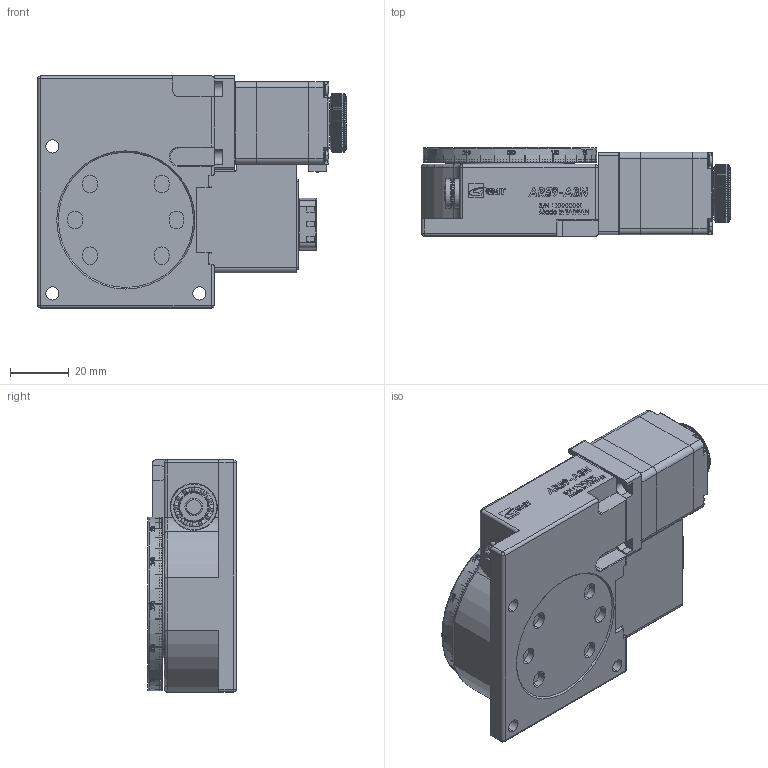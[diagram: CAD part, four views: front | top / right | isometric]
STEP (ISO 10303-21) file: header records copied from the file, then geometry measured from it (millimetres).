
FILE_DESCRIPTION (( 'STEP AP203' ), '1' );
FILE_NAME ('AR59-A3N模糊化.STEP', '2014-02-12T10:31:09', ( 'user' ), ( '' ), 'SwSTEP 2.0', 'SolidWorks 2013', '' );
FILE_SCHEMA (( 'CONFIG_CONTROL_DESIGN' ));
Length unit declared in the file: millimetre
Products named in the file (3): Group2^AR59-A3N模糊化; AR59-A3E-01-2^AR59-A3N模糊化; AR59-A3N模糊化
Assembly tree (2 placements, depth 2):
  AR59-A3N模糊化
    Group2^AR59-A3N模糊化
    AR59-A3E-01-2^AR59-A3N模糊化
Bounding box: 105 x 30.2 x 79 mm (x, y, z)
Volume: 133992.8 mm3; surface area: 57516.3 mm2
Topology: 14 solids, 14 shells, 3056 faces, 8383 edges, 5470 vertices
Faces by surface type: plane 1637, cylinder 609, bspline 546, torus 201, cone 57, sphere 6
Entity records: 140451 total; most frequent: CARTESIAN_POINT 67070, ORIENTED_EDGE 16658, DIRECTION 13116, EDGE_CURVE 8329, VERTEX_POINT 5470, LINE 4520, VECTOR 4520, AXIS2_PLACEMENT_3D 4298
